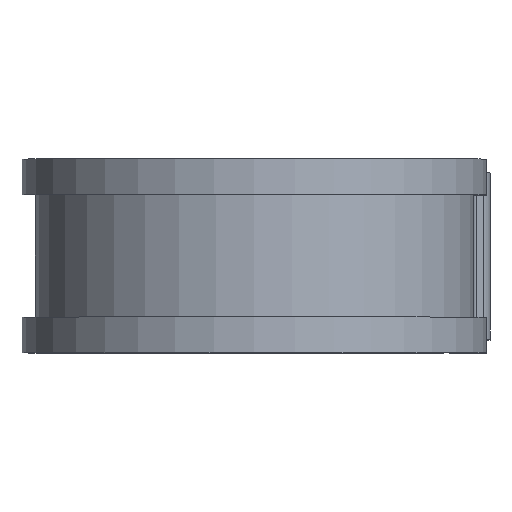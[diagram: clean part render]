
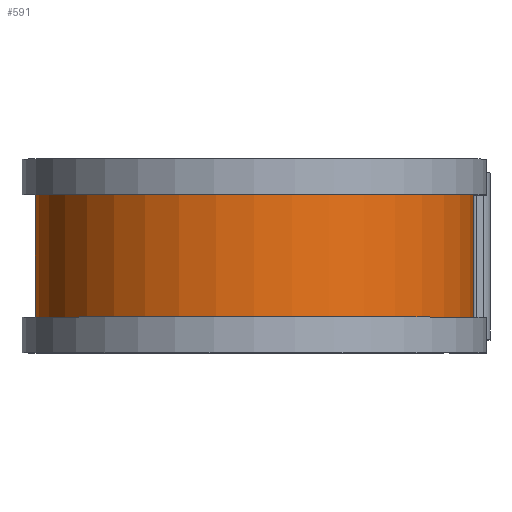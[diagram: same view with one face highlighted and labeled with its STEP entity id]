
A CAD part, top view. The second image highlights one B-rep face of the part: STEP entity #591.
In plain terms, the highlighted cylindrical face has radius 24.968 mm (diameter 49.936 mm), a partial arc.
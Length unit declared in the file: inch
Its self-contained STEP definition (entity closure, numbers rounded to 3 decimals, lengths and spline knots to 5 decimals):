
#16 = AXIS2_PLACEMENT_3D ( 'NONE', #1435, #1443, #1448 ) ;
#39 = VERTEX_POINT ( 'NONE', #1363 ) ;
#111 = VERTEX_POINT ( 'NONE', #1514 ) ;
#215 = ORIENTED_EDGE ( 'NONE', *, *, #1432, .T. ) ;
#263 = DIRECTION ( 'NONE',  ( 0., -1., 0. ) ) ;
#268 = DIRECTION ( 'NONE',  ( 0., -1., 0. ) ) ;
#279 = AXIS2_PLACEMENT_3D ( 'NONE', #733, #828, #883 ) ;
#309 = CYLINDRICAL_SURFACE ( 'NONE', #279, 0.983 ) ;
#341 = CIRCLE ( 'NONE', #1346, 0.983 ) ;
#355 = FACE_OUTER_BOUND ( 'NONE', #1053, .T. ) ;
#366 = CARTESIAN_POINT ( 'NONE',  ( 0.983, 0.375, 0. ) ) ;
#408 = EDGE_CURVE ( 'NONE', #39, #1367, #632, .T. ) ;
#465 = CARTESIAN_POINT ( 'NONE',  ( 0., -0.275, 0. ) ) ;
#557 = CIRCLE ( 'NONE', #16, 0.983 ) ;
#588 = DIRECTION ( 'NONE',  ( 0., 0., -1. ) ) ;
#591 = ADVANCED_FACE ( 'NONE', ( #355 ), #309, .T. ) ;
#594 = CARTESIAN_POINT ( 'NONE',  ( 0., 0.275, -0.983 ) ) ;
#598 = VECTOR ( 'NONE', #268, 39.37008 ) ;
#630 = CARTESIAN_POINT ( 'NONE',  ( 0., 0.375, -0.983 ) ) ;
#632 = LINE ( 'NONE', #366, #634 ) ;
#634 = VECTOR ( 'NONE', #263, 39.37008 ) ;
#733 = CARTESIAN_POINT ( 'NONE',  ( 0., 0.375, 0. ) ) ;
#828 = DIRECTION ( 'NONE',  ( 0., -1., 0. ) ) ;
#883 = DIRECTION ( 'NONE',  ( 0., 0., -1. ) ) ;
#893 = ORIENTED_EDGE ( 'NONE', *, *, #1682, .F. ) ;
#991 = ORIENTED_EDGE ( 'NONE', *, *, #408, .F. ) ;
#1012 = LINE ( 'NONE', #630, #598 ) ;
#1053 = EDGE_LOOP ( 'NONE', ( #991, #1636, #215, #893 ) ) ;
#1058 = EDGE_CURVE ( 'NONE', #39, #1700, #557, .T. ) ;
#1171 = CARTESIAN_POINT ( 'NONE',  ( 0.983, -0.275, 0. ) ) ;
#1346 = AXIS2_PLACEMENT_3D ( 'NONE', #465, #1391, #588 ) ;
#1363 = CARTESIAN_POINT ( 'NONE',  ( 0.983, 0.275, 0. ) ) ;
#1367 = VERTEX_POINT ( 'NONE', #1171 ) ;
#1391 = DIRECTION ( 'NONE',  ( 0., -1., 0. ) ) ;
#1432 = EDGE_CURVE ( 'NONE', #1700, #111, #1012, .T. ) ;
#1435 = CARTESIAN_POINT ( 'NONE',  ( 0., 0.275, 0. ) ) ;
#1443 = DIRECTION ( 'NONE',  ( 0., -1., 0. ) ) ;
#1448 = DIRECTION ( 'NONE',  ( 0., 0., -1. ) ) ;
#1514 = CARTESIAN_POINT ( 'NONE',  ( 0., -0.275, -0.983 ) ) ;
#1636 = ORIENTED_EDGE ( 'NONE', *, *, #1058, .T. ) ;
#1682 = EDGE_CURVE ( 'NONE', #1367, #111, #341, .T. ) ;
#1700 = VERTEX_POINT ( 'NONE', #594 ) ;
